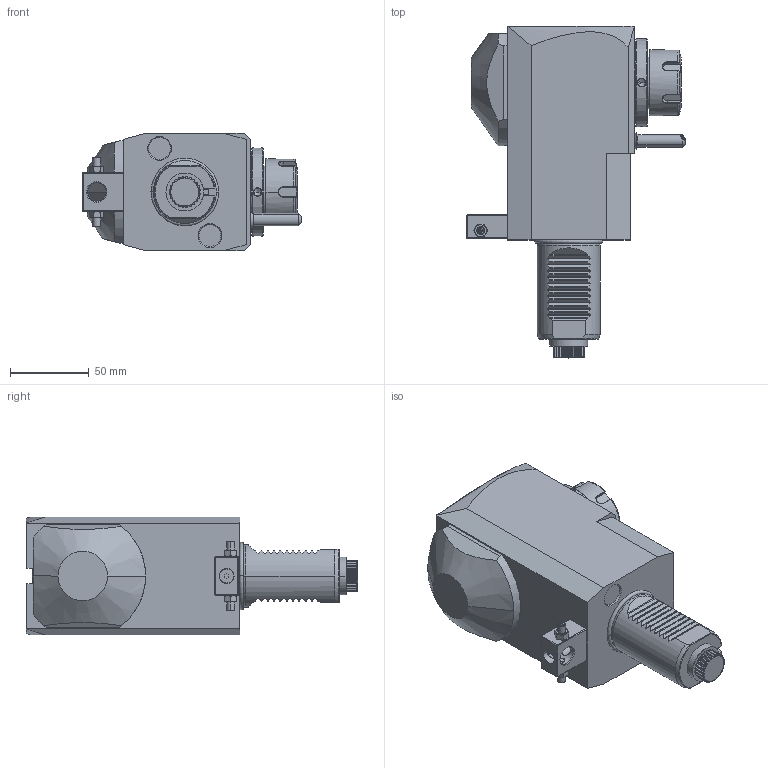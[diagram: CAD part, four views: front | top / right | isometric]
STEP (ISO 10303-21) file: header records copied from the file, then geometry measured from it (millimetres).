
FILE_DESCRIPTION((''),'2;1');
FILE_NAME('NGT1_40_231_25_2_3_100','2023-01-26T',('vali'),('NOVA GRUP'),'PRO/ENGINEER BY PARAMETRIC TECHNOLOGY CORPORATION, 2010280','PRO/ENGINEER BY PARAMETRIC TECHNOLOGY CORPORATION, 2010280','');
FILE_SCHEMA(('CONFIG_CONTROL_DESIGN'));
Length unit declared in the file: millimetre
Products named in the file (1): NGT1_40_231_25_2_3_100
Bounding box: 139.14 x 211 x 75 mm (x, y, z)
Volume: 991857 mm3; surface area: 77166.9 mm2
Topology: 1 solids, 1 shells, 595 faces, 1608 edges, 1020 vertices
Faces by surface type: plane 229, cylinder 191, cone 100, bspline 56, torus 15, extrusion 2, sphere 2
Entity records: 26077 total; most frequent: CARTESIAN_POINT 12160, ORIENTED_EDGE 3176, DIRECTION 2466, EDGE_CURVE 1588, VERTEX_POINT 1020, AXIS2_PLACEMENT_3D 873, VECTOR 720, LINE 718
